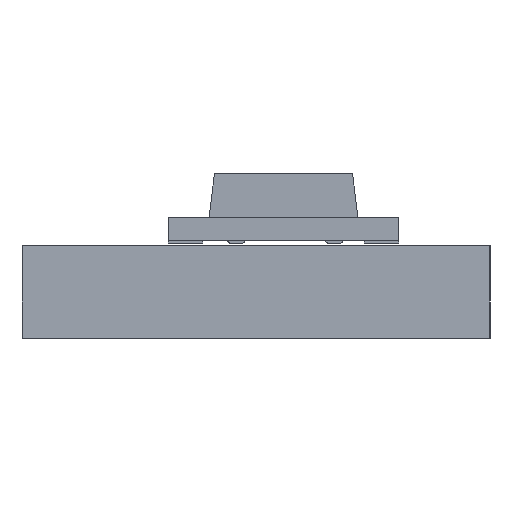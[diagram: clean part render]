
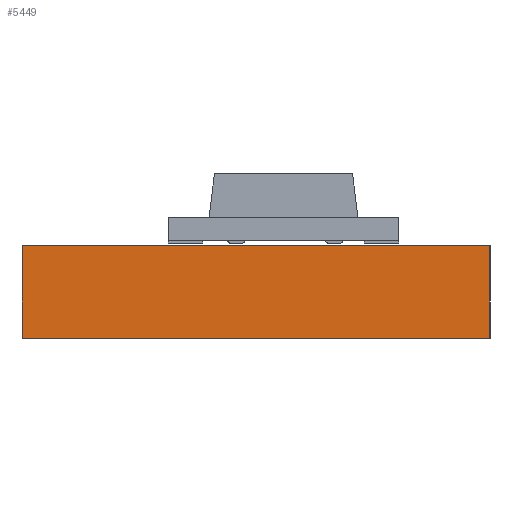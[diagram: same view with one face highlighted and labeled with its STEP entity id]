
A CAD part, left-side view. The second image highlights one B-rep face of the part: STEP entity #5449.
In plain terms, the highlighted planar face has unit normal (-1, 0, 0).
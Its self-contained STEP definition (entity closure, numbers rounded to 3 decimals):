
#5268 = PLANE('',#5269);
#5269 = AXIS2_PLACEMENT_3D('',#5270,#5271,#5272);
#5270 = CARTESIAN_POINT('',(163.068,-88.9,0.));
#5271 = DIRECTION('',(0.,-1.,0.));
#5272 = DIRECTION('',(-1.,0.,0.));
#5293 = VERTEX_POINT('',#5294);
#5294 = CARTESIAN_POINT('',(149.86,-88.9,1.6));
#5308 = PLANE('',#5309);
#5309 = AXIS2_PLACEMENT_3D('',#5310,#5311,#5312);
#5310 = CARTESIAN_POINT('',(156.464,-84.836,1.6));
#5311 = DIRECTION('',(-0.,-0.,-1.));
#5312 = DIRECTION('',(-1.,0.,0.));
#5320 = EDGE_CURVE('',#5321,#5293,#5323,.T.);
#5321 = VERTEX_POINT('',#5322);
#5322 = CARTESIAN_POINT('',(149.86,-88.9,0.));
#5323 = SURFACE_CURVE('',#5324,(#5328,#5335),.PCURVE_S1.);
#5324 = LINE('',#5325,#5326);
#5325 = CARTESIAN_POINT('',(149.86,-88.9,0.));
#5326 = VECTOR('',#5327,1.);
#5327 = DIRECTION('',(0.,0.,1.));
#5328 = PCURVE('',#5268,#5329);
#5329 = DEFINITIONAL_REPRESENTATION('',(#5330),#5334);
#5330 = LINE('',#5331,#5332);
#5331 = CARTESIAN_POINT('',(13.208,0.));
#5332 = VECTOR('',#5333,1.);
#5333 = DIRECTION('',(0.,-1.));
#5334 = ( GEOMETRIC_REPRESENTATION_CONTEXT(2) 
PARAMETRIC_REPRESENTATION_CONTEXT() REPRESENTATION_CONTEXT('2D SPACE',''
  ) );
#5335 = PCURVE('',#5336,#5341);
#5336 = PLANE('',#5337);
#5337 = AXIS2_PLACEMENT_3D('',#5338,#5339,#5340);
#5338 = CARTESIAN_POINT('',(149.86,-88.9,0.));
#5339 = DIRECTION('',(-1.,0.,0.));
#5340 = DIRECTION('',(0.,1.,0.));
#5341 = DEFINITIONAL_REPRESENTATION('',(#5342),#5346);
#5342 = LINE('',#5343,#5344);
#5343 = CARTESIAN_POINT('',(0.,0.));
#5344 = VECTOR('',#5345,1.);
#5345 = DIRECTION('',(0.,-1.));
#5346 = ( GEOMETRIC_REPRESENTATION_CONTEXT(2) 
PARAMETRIC_REPRESENTATION_CONTEXT() REPRESENTATION_CONTEXT('2D SPACE',''
  ) );
#5362 = PLANE('',#5363);
#5363 = AXIS2_PLACEMENT_3D('',#5364,#5365,#5366);
#5364 = CARTESIAN_POINT('',(156.464,-84.836,0.));
#5365 = DIRECTION('',(-0.,-0.,-1.));
#5366 = DIRECTION('',(-1.,0.,0.));
#5395 = PLANE('',#5396);
#5396 = AXIS2_PLACEMENT_3D('',#5397,#5398,#5399);
#5397 = CARTESIAN_POINT('',(149.86,-80.772,0.));
#5398 = DIRECTION('',(0.,1.,0.));
#5399 = DIRECTION('',(1.,0.,0.));
#5449 = ADVANCED_FACE('',(#5450),#5336,.T.);
#5450 = FACE_BOUND('',#5451,.T.);
#5451 = EDGE_LOOP('',(#5452,#5453,#5476,#5499));
#5452 = ORIENTED_EDGE('',*,*,#5320,.T.);
#5453 = ORIENTED_EDGE('',*,*,#5454,.T.);
#5454 = EDGE_CURVE('',#5293,#5455,#5457,.T.);
#5455 = VERTEX_POINT('',#5456);
#5456 = CARTESIAN_POINT('',(149.86,-80.772,1.6));
#5457 = SURFACE_CURVE('',#5458,(#5462,#5469),.PCURVE_S1.);
#5458 = LINE('',#5459,#5460);
#5459 = CARTESIAN_POINT('',(149.86,-88.9,1.6));
#5460 = VECTOR('',#5461,1.);
#5461 = DIRECTION('',(0.,1.,0.));
#5462 = PCURVE('',#5336,#5463);
#5463 = DEFINITIONAL_REPRESENTATION('',(#5464),#5468);
#5464 = LINE('',#5465,#5466);
#5465 = CARTESIAN_POINT('',(0.,-1.6));
#5466 = VECTOR('',#5467,1.);
#5467 = DIRECTION('',(1.,0.));
#5468 = ( GEOMETRIC_REPRESENTATION_CONTEXT(2) 
PARAMETRIC_REPRESENTATION_CONTEXT() REPRESENTATION_CONTEXT('2D SPACE',''
  ) );
#5469 = PCURVE('',#5308,#5470);
#5470 = DEFINITIONAL_REPRESENTATION('',(#5471),#5475);
#5471 = LINE('',#5472,#5473);
#5472 = CARTESIAN_POINT('',(6.604,-4.064));
#5473 = VECTOR('',#5474,1.);
#5474 = DIRECTION('',(0.,1.));
#5475 = ( GEOMETRIC_REPRESENTATION_CONTEXT(2) 
PARAMETRIC_REPRESENTATION_CONTEXT() REPRESENTATION_CONTEXT('2D SPACE',''
  ) );
#5476 = ORIENTED_EDGE('',*,*,#5477,.F.);
#5477 = EDGE_CURVE('',#5478,#5455,#5480,.T.);
#5478 = VERTEX_POINT('',#5479);
#5479 = CARTESIAN_POINT('',(149.86,-80.772,0.));
#5480 = SURFACE_CURVE('',#5481,(#5485,#5492),.PCURVE_S1.);
#5481 = LINE('',#5482,#5483);
#5482 = CARTESIAN_POINT('',(149.86,-80.772,0.));
#5483 = VECTOR('',#5484,1.);
#5484 = DIRECTION('',(0.,0.,1.));
#5485 = PCURVE('',#5336,#5486);
#5486 = DEFINITIONAL_REPRESENTATION('',(#5487),#5491);
#5487 = LINE('',#5488,#5489);
#5488 = CARTESIAN_POINT('',(8.128,0.));
#5489 = VECTOR('',#5490,1.);
#5490 = DIRECTION('',(0.,-1.));
#5491 = ( GEOMETRIC_REPRESENTATION_CONTEXT(2) 
PARAMETRIC_REPRESENTATION_CONTEXT() REPRESENTATION_CONTEXT('2D SPACE',''
  ) );
#5492 = PCURVE('',#5395,#5493);
#5493 = DEFINITIONAL_REPRESENTATION('',(#5494),#5498);
#5494 = LINE('',#5495,#5496);
#5495 = CARTESIAN_POINT('',(0.,0.));
#5496 = VECTOR('',#5497,1.);
#5497 = DIRECTION('',(0.,-1.));
#5498 = ( GEOMETRIC_REPRESENTATION_CONTEXT(2) 
PARAMETRIC_REPRESENTATION_CONTEXT() REPRESENTATION_CONTEXT('2D SPACE',''
  ) );
#5499 = ORIENTED_EDGE('',*,*,#5500,.F.);
#5500 = EDGE_CURVE('',#5321,#5478,#5501,.T.);
#5501 = SURFACE_CURVE('',#5502,(#5506,#5513),.PCURVE_S1.);
#5502 = LINE('',#5503,#5504);
#5503 = CARTESIAN_POINT('',(149.86,-88.9,0.));
#5504 = VECTOR('',#5505,1.);
#5505 = DIRECTION('',(0.,1.,0.));
#5506 = PCURVE('',#5336,#5507);
#5507 = DEFINITIONAL_REPRESENTATION('',(#5508),#5512);
#5508 = LINE('',#5509,#5510);
#5509 = CARTESIAN_POINT('',(0.,0.));
#5510 = VECTOR('',#5511,1.);
#5511 = DIRECTION('',(1.,0.));
#5512 = ( GEOMETRIC_REPRESENTATION_CONTEXT(2) 
PARAMETRIC_REPRESENTATION_CONTEXT() REPRESENTATION_CONTEXT('2D SPACE',''
  ) );
#5513 = PCURVE('',#5362,#5514);
#5514 = DEFINITIONAL_REPRESENTATION('',(#5515),#5519);
#5515 = LINE('',#5516,#5517);
#5516 = CARTESIAN_POINT('',(6.604,-4.064));
#5517 = VECTOR('',#5518,1.);
#5518 = DIRECTION('',(0.,1.));
#5519 = ( GEOMETRIC_REPRESENTATION_CONTEXT(2) 
PARAMETRIC_REPRESENTATION_CONTEXT() REPRESENTATION_CONTEXT('2D SPACE',''
  ) );
